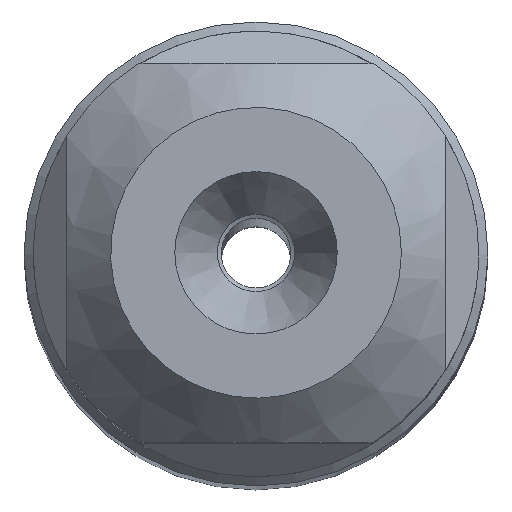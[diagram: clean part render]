
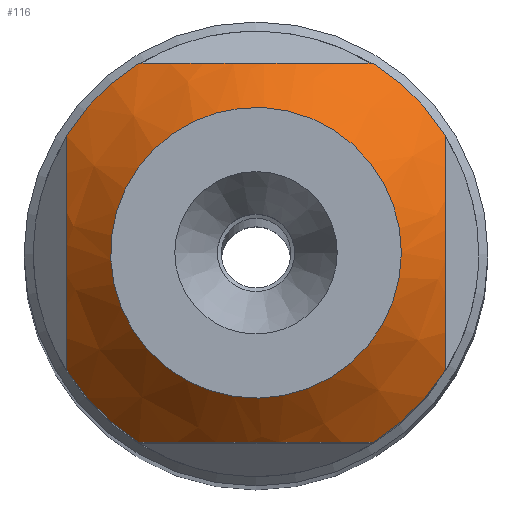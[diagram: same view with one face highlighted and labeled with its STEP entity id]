
A CAD part, top view. The second image highlights one B-rep face of the part: STEP entity #116.
In plain terms, the highlighted conical face has half-angle 45 degrees and reference radius 1.88 mm.
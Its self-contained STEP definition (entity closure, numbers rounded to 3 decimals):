
#94=CONICAL_SURFACE('',#533,1.88,45.);
#116=ADVANCED_FACE('',(#158,#159),#94,.T.);
#158=FACE_BOUND('',#212,.T.);
#159=FACE_BOUND('',#213,.T.);
#212=EDGE_LOOP('',(#280));
#213=EDGE_LOOP('',(#281,#282,#283,#284,#285,#286,#287,#288));
#280=ORIENTED_EDGE('',*,*,#389,.F.);
#281=ORIENTED_EDGE('',*,*,#405,.T.);
#282=ORIENTED_EDGE('',*,*,#406,.T.);
#283=ORIENTED_EDGE('',*,*,#407,.T.);
#284=ORIENTED_EDGE('',*,*,#393,.T.);
#285=ORIENTED_EDGE('',*,*,#408,.T.);
#286=ORIENTED_EDGE('',*,*,#398,.T.);
#287=ORIENTED_EDGE('',*,*,#409,.T.);
#288=ORIENTED_EDGE('',*,*,#403,.T.);
#350=VERTEX_POINT('',#773);
#353=VERTEX_POINT('',#781);
#354=VERTEX_POINT('',#788);
#357=VERTEX_POINT('',#797);
#358=VERTEX_POINT('',#804);
#361=VERTEX_POINT('',#813);
#362=VERTEX_POINT('',#820);
#363=VERTEX_POINT('',#824);
#364=VERTEX_POINT('',#831);
#389=EDGE_CURVE('',#350,#350,#436,.T.);
#393=EDGE_CURVE('',#354,#353,#462,.T.);
#398=EDGE_CURVE('',#358,#357,#463,.T.);
#403=EDGE_CURVE('',#362,#361,#464,.T.);
#405=EDGE_CURVE('',#361,#363,#437,.T.);
#406=EDGE_CURVE('',#363,#364,#465,.T.);
#407=EDGE_CURVE('',#364,#354,#438,.T.);
#408=EDGE_CURVE('',#353,#358,#439,.T.);
#409=EDGE_CURVE('',#357,#362,#440,.T.);
#436=CIRCLE('',#518,1.88);
#437=CIRCLE('',#529,2.88);
#438=CIRCLE('',#530,2.88);
#439=CIRCLE('',#531,2.88);
#440=CIRCLE('',#532,2.88);
#462=B_SPLINE_CURVE_WITH_KNOTS('',3,(#782,#783,#784,#785,#786,#787),
 .UNSPECIFIED.,.F.,.F.,(4,2,4),(0.,0.5,1.),.UNSPECIFIED.);
#463=B_SPLINE_CURVE_WITH_KNOTS('',3,(#798,#799,#800,#801,#802,#803),
 .UNSPECIFIED.,.F.,.F.,(4,2,4),(0.,0.5,1.),.UNSPECIFIED.);
#464=B_SPLINE_CURVE_WITH_KNOTS('',3,(#814,#815,#816,#817,#818,#819),
 .UNSPECIFIED.,.F.,.F.,(4,2,4),(0.,0.5,1.),.UNSPECIFIED.);
#465=B_SPLINE_CURVE_WITH_KNOTS('',3,(#825,#826,#827,#828,#829,#830),
 .UNSPECIFIED.,.F.,.F.,(4,2,4),(0.,0.5,1.),.UNSPECIFIED.);
#518=AXIS2_PLACEMENT_3D('',#772,#606,#607);
#529=AXIS2_PLACEMENT_3D('',#823,#637,#638);
#530=AXIS2_PLACEMENT_3D('',#832,#639,#640);
#531=AXIS2_PLACEMENT_3D('',#833,#641,#642);
#532=AXIS2_PLACEMENT_3D('',#834,#643,#644);
#533=AXIS2_PLACEMENT_3D('',#835,#645,#646);
#606=DIRECTION('',(0.,0.,1.));
#607=DIRECTION('',(1.,0.,0.));
#637=DIRECTION('',(0.,0.,1.));
#638=DIRECTION('',(-1.,0.,0.));
#639=DIRECTION('',(0.,0.,1.));
#640=DIRECTION('',(-1.,0.,0.));
#641=DIRECTION('',(0.,0.,1.));
#642=DIRECTION('',(-1.,0.,0.));
#643=DIRECTION('',(0.,0.,1.));
#644=DIRECTION('',(-1.,0.,0.));
#645=DIRECTION('',(0.,0.,-1.));
#646=DIRECTION('',(-1.,0.,0.));
#772=CARTESIAN_POINT('',(0.,0.,0.));
#773=CARTESIAN_POINT('',(1.88,0.,0.));
#781=CARTESIAN_POINT('',(-1.514,2.45,-1.));
#782=CARTESIAN_POINT('',(1.514,2.45,-1.));
#783=CARTESIAN_POINT('',(1.043,2.45,-0.752));
#784=CARTESIAN_POINT('',(0.528,2.45,-0.57));
#785=CARTESIAN_POINT('',(-0.527,2.45,-0.57));
#786=CARTESIAN_POINT('',(-1.043,2.45,-0.752));
#787=CARTESIAN_POINT('',(-1.514,2.45,-1.));
#788=CARTESIAN_POINT('',(1.514,2.45,-1.));
#797=CARTESIAN_POINT('',(-2.45,-1.514,-1.));
#798=CARTESIAN_POINT('',(-2.45,1.514,-1.));
#799=CARTESIAN_POINT('',(-2.45,1.043,-0.752));
#800=CARTESIAN_POINT('',(-2.45,0.527,-0.57));
#801=CARTESIAN_POINT('',(-2.45,-0.528,-0.57));
#802=CARTESIAN_POINT('',(-2.45,-1.043,-0.752));
#803=CARTESIAN_POINT('',(-2.45,-1.514,-1.));
#804=CARTESIAN_POINT('',(-2.45,1.514,-1.));
#813=CARTESIAN_POINT('',(1.514,-2.45,-1.));
#814=CARTESIAN_POINT('',(-1.514,-2.45,-1.));
#815=CARTESIAN_POINT('',(-1.043,-2.45,-0.752));
#816=CARTESIAN_POINT('',(-0.527,-2.45,-0.57));
#817=CARTESIAN_POINT('',(0.528,-2.45,-0.57));
#818=CARTESIAN_POINT('',(1.043,-2.45,-0.752));
#819=CARTESIAN_POINT('',(1.514,-2.45,-1.));
#820=CARTESIAN_POINT('',(-1.514,-2.45,-1.));
#823=CARTESIAN_POINT('',(0.,0.,-1.));
#824=CARTESIAN_POINT('',(2.45,-1.514,-1.));
#825=CARTESIAN_POINT('',(2.45,-1.514,-1.));
#826=CARTESIAN_POINT('',(2.45,-1.043,-0.752));
#827=CARTESIAN_POINT('',(2.45,-0.528,-0.57));
#828=CARTESIAN_POINT('',(2.45,0.527,-0.57));
#829=CARTESIAN_POINT('',(2.45,1.043,-0.752));
#830=CARTESIAN_POINT('',(2.45,1.514,-1.));
#831=CARTESIAN_POINT('',(2.45,1.514,-1.));
#832=CARTESIAN_POINT('',(0.,0.,-1.));
#833=CARTESIAN_POINT('',(0.,0.,-1.));
#834=CARTESIAN_POINT('',(0.,0.,-1.));
#835=CARTESIAN_POINT('',(0.,0.,0.));
